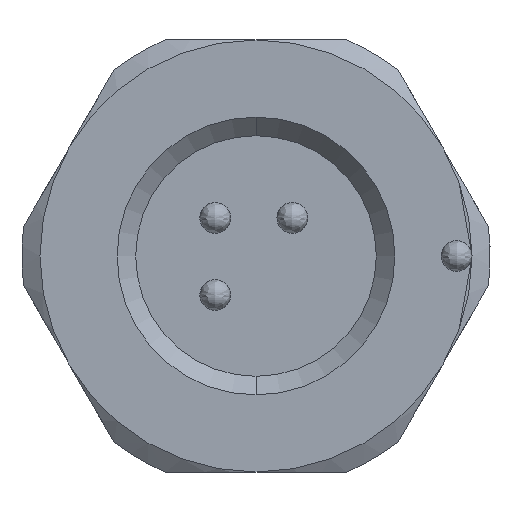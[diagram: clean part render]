
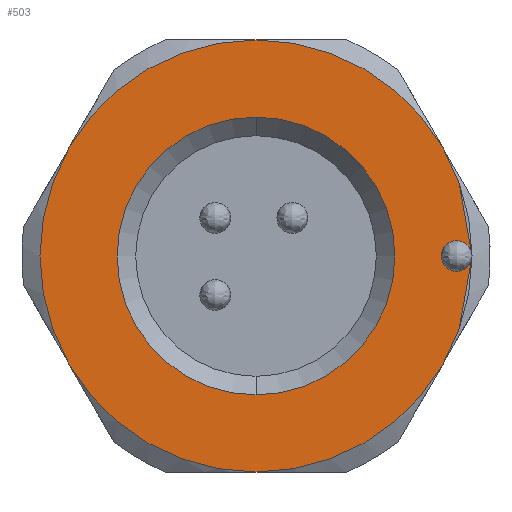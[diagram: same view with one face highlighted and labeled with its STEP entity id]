
A CAD part, front view. The second image highlights one B-rep face of the part: STEP entity #503.
In plain terms, the highlighted planar face has unit normal (0, -1, 0).
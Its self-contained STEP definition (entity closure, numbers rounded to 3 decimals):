
#18 = ORIENTED_EDGE ( 'NONE', *, *, #4382, .F. ) ;
#241 = CARTESIAN_POINT ( 'NONE',  ( 0., 0., 0. ) ) ;
#247 = DIRECTION ( 'NONE',  ( 0., 1., 0. ) ) ;
#253 = CARTESIAN_POINT ( 'NONE',  ( 0., 0., 3.5 ) ) ;
#266 = DIRECTION ( 'NONE',  ( 0., 0., 1. ) ) ;
#293 = ORIENTED_EDGE ( 'NONE', *, *, #4863, .F. ) ;
#375 = VERTEX_POINT ( 'NONE', #4058 ) ;
#503 = ADVANCED_FACE ( 'NONE', ( #5921, #5989, #5944 ), #1526, .F. ) ;
#583 = EDGE_CURVE ( 'NONE', #5127, #5478, #6012, .T. ) ;
#765 = CARTESIAN_POINT ( 'NONE',  ( 0., 0., 2.25 ) ) ;
#799 = AXIS2_PLACEMENT_3D ( 'NONE', #899, #874, #852 ) ;
#852 = DIRECTION ( 'NONE',  ( 0., 0., -1. ) ) ;
#874 = DIRECTION ( 'NONE',  ( 0., -1., 0. ) ) ;
#899 = CARTESIAN_POINT ( 'NONE',  ( 0., 0., 0. ) ) ;
#1144 = DIRECTION ( 'NONE',  ( 0., 0., 1. ) ) ;
#1163 = DIRECTION ( 'NONE',  ( 0., 1., 0. ) ) ;
#1167 = EDGE_CURVE ( 'NONE', #5396, #4336, #6371, .T. ) ;
#1168 = CARTESIAN_POINT ( 'NONE',  ( 0., 0., 0. ) ) ;
#1209 = CIRCLE ( 'NONE', #2903, 3.5 ) ;
#1227 = ORIENTED_EDGE ( 'NONE', *, *, #4045, .F. ) ;
#1297 = EDGE_CURVE ( 'NONE', #5548, #5396, #6461, .T. ) ;
#1327 = DIRECTION ( 'NONE',  ( 0., 0., 1. ) ) ;
#1334 = DIRECTION ( 'NONE',  ( 0., 1., 0. ) ) ;
#1335 = DIRECTION ( 'NONE',  ( 0., 0., 1. ) ) ;
#1351 = CARTESIAN_POINT ( 'NONE',  ( 0., 0., 0. ) ) ;
#1362 = DIRECTION ( 'NONE',  ( 0., 1., 0. ) ) ;
#1382 = CARTESIAN_POINT ( 'NONE',  ( 0., 0., 0. ) ) ;
#1386 = AXIS2_PLACEMENT_3D ( 'NONE', #241, #247, #266 ) ;
#1526 = PLANE ( 'NONE',  #2932 ) ;
#1576 = EDGE_CURVE ( 'NONE', #4524, #5548, #6671, .T. ) ;
#1660 = ORIENTED_EDGE ( 'NONE', *, *, #2517, .F. ) ;
#1695 = CARTESIAN_POINT ( 'NONE',  ( 0., 0., -3.5 ) ) ;
#1919 = CARTESIAN_POINT ( 'NONE',  ( 0., 0., 0. ) ) ;
#2083 = DIRECTION ( 'NONE',  ( 0., 0., 1. ) ) ;
#2159 = CIRCLE ( 'NONE', #6275, 0.25 ) ;
#2306 = ORIENTED_EDGE ( 'NONE', *, *, #5659, .F. ) ;
#2335 = CARTESIAN_POINT ( 'NONE',  ( -3.031, 0., 1.75 ) ) ;
#2497 = AXIS2_PLACEMENT_3D ( 'NONE', #6207, #6187, #6167 ) ;
#2517 = EDGE_CURVE ( 'NONE', #5478, #5127, #6617, .T. ) ;
#2567 = CARTESIAN_POINT ( 'NONE',  ( 3.031, 0., 1.75 ) ) ;
#2577 = CARTESIAN_POINT ( 'NONE',  ( 3.25, 0., 0.25 ) ) ;
#2640 = DIRECTION ( 'NONE',  ( 0., 0., 1. ) ) ;
#2699 = DIRECTION ( 'NONE',  ( 0., 1., 0. ) ) ;
#2736 = CARTESIAN_POINT ( 'NONE',  ( 0., 0., 0. ) ) ;
#2805 = CIRCLE ( 'NONE', #4287, 3.5 ) ;
#2888 = VERTEX_POINT ( 'NONE', #2983 ) ;
#2903 = AXIS2_PLACEMENT_3D ( 'NONE', #1382, #1362, #1335 ) ;
#2915 = EDGE_LOOP ( 'NONE', ( #1227, #293 ) ) ;
#2932 = AXIS2_PLACEMENT_3D ( 'NONE', #1351, #1334, #1327 ) ;
#2983 = CARTESIAN_POINT ( 'NONE',  ( 3.25, 0., -0.25 ) ) ;
#3078 = ORIENTED_EDGE ( 'NONE', *, *, #1297, .F. ) ;
#3181 = EDGE_LOOP ( 'NONE', ( #1660, #4922 ) ) ;
#3195 = CARTESIAN_POINT ( 'NONE',  ( 0., 0., -2.25 ) ) ;
#3196 = EDGE_CURVE ( 'NONE', #4336, #375, #5860, .T. ) ;
#3238 = CIRCLE ( 'NONE', #5819, 0.25 ) ;
#3254 = EDGE_LOOP ( 'NONE', ( #3078, #6027, #18, #2306, #5615, #3367 ) ) ;
#3367 = ORIENTED_EDGE ( 'NONE', *, *, #1167, .F. ) ;
#3496 = AXIS2_PLACEMENT_3D ( 'NONE', #1919, #3954, #2083 ) ;
#3549 = AXIS2_PLACEMENT_3D ( 'NONE', #5802, #5789, #5780 ) ;
#3733 = VERTEX_POINT ( 'NONE', #2577 ) ;
#3842 = CARTESIAN_POINT ( 'NONE',  ( 3.031, 0., -1.75 ) ) ;
#3844 = DIRECTION ( 'NONE',  ( 0., 0., 1. ) ) ;
#3865 = DIRECTION ( 'NONE',  ( 0., -1., 0. ) ) ;
#3882 = CARTESIAN_POINT ( 'NONE',  ( 3.25, 0., 0. ) ) ;
#3954 = DIRECTION ( 'NONE',  ( 0., 1., 0. ) ) ;
#4045 = EDGE_CURVE ( 'NONE', #3733, #2888, #3238, .T. ) ;
#4058 = CARTESIAN_POINT ( 'NONE',  ( -3.031, 0., -1.75 ) ) ;
#4261 = VERTEX_POINT ( 'NONE', #2335 ) ;
#4287 = AXIS2_PLACEMENT_3D ( 'NONE', #1168, #1163, #1144 ) ;
#4336 = VERTEX_POINT ( 'NONE', #1695 ) ;
#4371 = AXIS2_PLACEMENT_3D ( 'NONE', #2736, #2699, #2640 ) ;
#4382 = EDGE_CURVE ( 'NONE', #4261, #4524, #2805, .T. ) ;
#4524 = VERTEX_POINT ( 'NONE', #253 ) ;
#4592 = DIRECTION ( 'NONE',  ( 0., 0., 1. ) ) ;
#4608 = DIRECTION ( 'NONE',  ( 0., -1., 0. ) ) ;
#4628 = CARTESIAN_POINT ( 'NONE',  ( 3.25, 0., 0. ) ) ;
#4863 = EDGE_CURVE ( 'NONE', #2888, #3733, #2159, .T. ) ;
#4922 = ORIENTED_EDGE ( 'NONE', *, *, #583, .F. ) ;
#5127 = VERTEX_POINT ( 'NONE', #765 ) ;
#5396 = VERTEX_POINT ( 'NONE', #3842 ) ;
#5478 = VERTEX_POINT ( 'NONE', #3195 ) ;
#5548 = VERTEX_POINT ( 'NONE', #2567 ) ;
#5615 = ORIENTED_EDGE ( 'NONE', *, *, #3196, .F. ) ;
#5659 = EDGE_CURVE ( 'NONE', #375, #4261, #1209, .T. ) ;
#5780 = DIRECTION ( 'NONE',  ( 0., 0., -1. ) ) ;
#5789 = DIRECTION ( 'NONE',  ( 0., -1., 0. ) ) ;
#5802 = CARTESIAN_POINT ( 'NONE',  ( 0., 0., 0. ) ) ;
#5819 = AXIS2_PLACEMENT_3D ( 'NONE', #4628, #4608, #4592 ) ;
#5860 = CIRCLE ( 'NONE', #2497, 3.5 ) ;
#5921 = FACE_BOUND ( 'NONE', #2915, .T. ) ;
#5944 = FACE_BOUND ( 'NONE', #3181, .T. ) ;
#5989 = FACE_OUTER_BOUND ( 'NONE', #3254, .T. ) ;
#6012 = CIRCLE ( 'NONE', #799, 2.25 ) ;
#6027 = ORIENTED_EDGE ( 'NONE', *, *, #1576, .F. ) ;
#6167 = DIRECTION ( 'NONE',  ( 0., 0., 1. ) ) ;
#6187 = DIRECTION ( 'NONE',  ( 0., 1., 0. ) ) ;
#6207 = CARTESIAN_POINT ( 'NONE',  ( 0., 0., 0. ) ) ;
#6275 = AXIS2_PLACEMENT_3D ( 'NONE', #3882, #3865, #3844 ) ;
#6371 = CIRCLE ( 'NONE', #3496, 3.5 ) ;
#6461 = CIRCLE ( 'NONE', #1386, 3.5 ) ;
#6617 = CIRCLE ( 'NONE', #3549, 2.25 ) ;
#6671 = CIRCLE ( 'NONE', #4371, 3.5 ) ;
